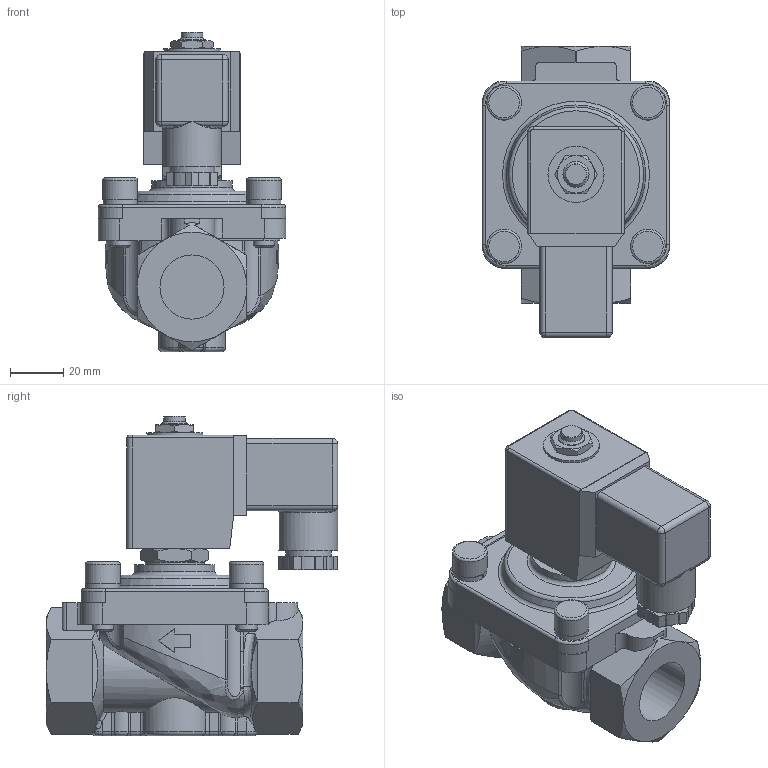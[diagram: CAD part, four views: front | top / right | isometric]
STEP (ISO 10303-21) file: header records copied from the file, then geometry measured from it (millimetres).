
FILE_DESCRIPTION(/* description */ ('3D-Modell'),/* implementation_level */ '2;1');
FILE_NAME(/* name */ '043.004563_E4324-1006-.012.stp',/* time_stamp */ '2018-04-13T12:15:54+02:00',/* author */ ('CBeuthner'),/* organization */ (''),/* preprocessor_version */ 'ST-DEVELOPER v16.1',/* originating_system */ 'Autodesk Inventor 2016',/* authorisation */ '');
FILE_SCHEMA (('CONFIG_CONTROL_DESIGN'));
Length unit declared in the file: millimetre
Products named in the file (1): 88-003890
Bounding box: 70 x 109 x 119.45 mm (x, y, z)
Volume: 316269.8 mm3; surface area: 46295.8 mm2
Topology: 1 solids, 2 shells, 406 faces, 1020 edges, 638 vertices
Faces by surface type: plane 148, cylinder 140, cone 52, torus 36, bspline 26, sphere 4
Full cylindrical faces by diameter (mm): 8 x9, 9.73 x1, 13 x4, 14.58 x1, 15.5 x1, 17 x1, 21 x1, 22 x2, 24 x2
Entity records: 14399 total; most frequent: CARTESIAN_POINT 4767, ORIENTED_EDGE 1924, DIRECTION 1897, EDGE_CURVE 962, AXIS2_PLACEMENT_3D 766, VERTEX_POINT 627, EDGE_LOOP 483, FACE_OUTER_BOUND 406
